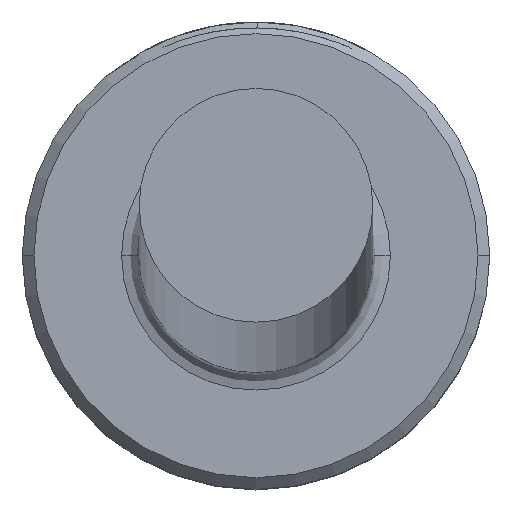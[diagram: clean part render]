
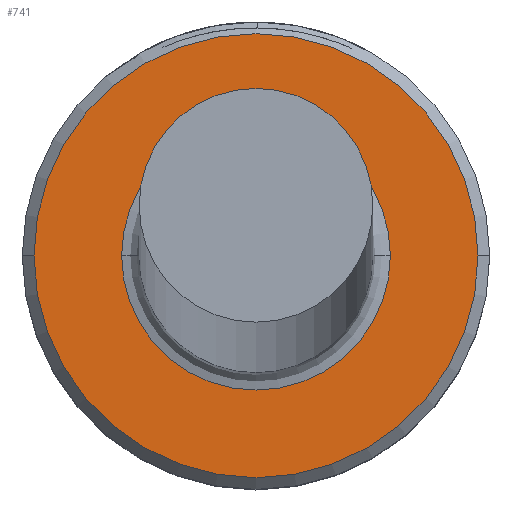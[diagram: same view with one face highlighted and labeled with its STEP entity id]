
A CAD part, top view. The second image highlights one B-rep face of the part: STEP entity #741.
In plain terms, the highlighted planar face has unit normal (0, 0, 1).
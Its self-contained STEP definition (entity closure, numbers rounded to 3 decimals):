
#10 = CIRCLE ( 'NONE', #752, 3.8 ) ;
#16 = VERTEX_POINT ( 'NONE', #537 ) ;
#40 = CARTESIAN_POINT ( 'NONE',  ( 0., 0., 6. ) ) ;
#49 = DIRECTION ( 'NONE',  ( 0., 0., 1. ) ) ;
#87 = AXIS2_PLACEMENT_3D ( 'NONE', #608, #49, #688 ) ;
#168 = FACE_BOUND ( 'NONE', #366, .T. ) ;
#239 = DIRECTION ( 'NONE',  ( 0., 0., -1. ) ) ;
#249 = FACE_OUTER_BOUND ( 'NONE', #453, .T. ) ;
#326 = PLANE ( 'NONE',  #1158 ) ;
#366 = EDGE_LOOP ( 'NONE', ( #1074, #647 ) ) ;
#408 = CARTESIAN_POINT ( 'NONE',  ( 2.3, 0., 6. ) ) ;
#417 = CARTESIAN_POINT ( 'NONE',  ( 0., 0., 6. ) ) ;
#418 = DIRECTION ( 'NONE',  ( 0., 0., -1. ) ) ;
#421 = DIRECTION ( 'NONE',  ( 0., 0., 1. ) ) ;
#430 = EDGE_CURVE ( 'NONE', #1143, #16, #610, .T. ) ;
#436 = CIRCLE ( 'NONE', #87, 3.8 ) ;
#453 = EDGE_LOOP ( 'NONE', ( #554, #1160 ) ) ;
#478 = EDGE_CURVE ( 'NONE', #903, #986, #436, .T. ) ;
#507 = DIRECTION ( 'NONE',  ( 1., 0., 0. ) ) ;
#537 = CARTESIAN_POINT ( 'NONE',  ( -2.3, 0., 6. ) ) ;
#554 = ORIENTED_EDGE ( 'NONE', *, *, #690, .T. ) ;
#557 = CARTESIAN_POINT ( 'NONE',  ( -3.8, 0., 6. ) ) ;
#608 = CARTESIAN_POINT ( 'NONE',  ( 0., 0., 6. ) ) ;
#610 = CIRCLE ( 'NONE', #1012, 2.3 ) ;
#633 = CARTESIAN_POINT ( 'NONE',  ( 3.8, 0., 6. ) ) ;
#647 = ORIENTED_EDGE ( 'NONE', *, *, #430, .T. ) ;
#688 = DIRECTION ( 'NONE',  ( 1., 0., 0. ) ) ;
#690 = EDGE_CURVE ( 'NONE', #986, #903, #10, .T. ) ;
#741 = ADVANCED_FACE ( 'NONE', ( #249, #168 ), #326, .T. ) ;
#748 = EDGE_CURVE ( 'NONE', #16, #1143, #848, .T. ) ;
#752 = AXIS2_PLACEMENT_3D ( 'NONE', #417, #1032, #507 ) ;
#778 = CARTESIAN_POINT ( 'NONE',  ( 0., 0., 6. ) ) ;
#848 = CIRCLE ( 'NONE', #1103, 2.3 ) ;
#870 = DIRECTION ( 'NONE',  ( -1., 0., 0. ) ) ;
#903 = VERTEX_POINT ( 'NONE', #633 ) ;
#942 = CARTESIAN_POINT ( 'NONE',  ( 0., 0., 6. ) ) ;
#986 = VERTEX_POINT ( 'NONE', #557 ) ;
#1012 = AXIS2_PLACEMENT_3D ( 'NONE', #942, #418, #1034 ) ;
#1032 = DIRECTION ( 'NONE',  ( 0., 0., 1. ) ) ;
#1034 = DIRECTION ( 'NONE',  ( -1., 0., 0. ) ) ;
#1035 = DIRECTION ( 'NONE',  ( 1., 0., 0. ) ) ;
#1074 = ORIENTED_EDGE ( 'NONE', *, *, #748, .T. ) ;
#1103 = AXIS2_PLACEMENT_3D ( 'NONE', #778, #239, #870 ) ;
#1143 = VERTEX_POINT ( 'NONE', #408 ) ;
#1158 = AXIS2_PLACEMENT_3D ( 'NONE', #40, #421, #1035 ) ;
#1160 = ORIENTED_EDGE ( 'NONE', *, *, #478, .T. ) ;
